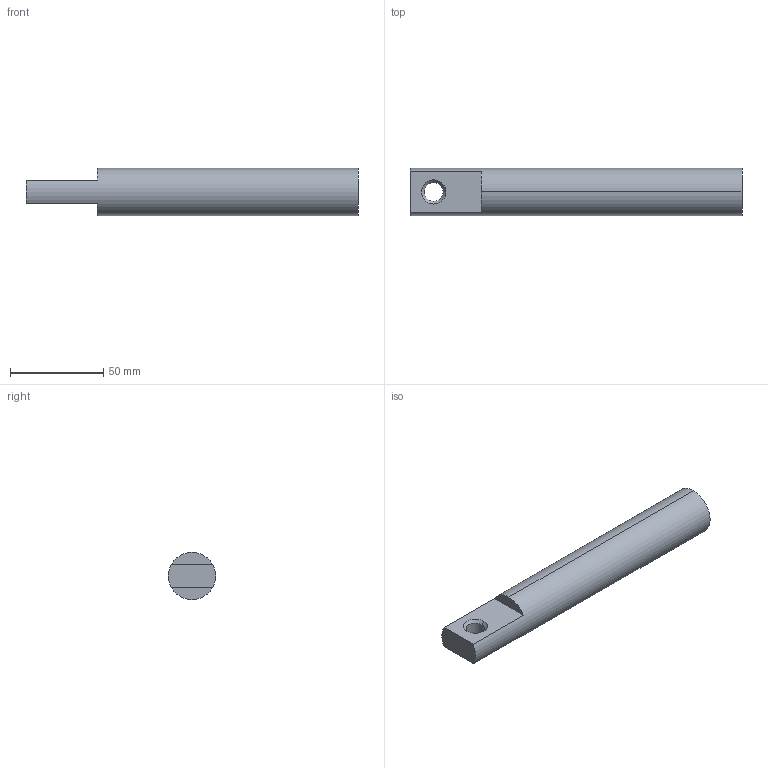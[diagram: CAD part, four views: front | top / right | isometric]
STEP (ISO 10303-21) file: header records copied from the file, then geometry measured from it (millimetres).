
FILE_DESCRIPTION (( 'STEP AP203' ), '1' );
FILE_NAME ('D1002718-v1.STEP', '2013-05-13T18:39:49', ( 'Dwayne Giardina' ), ( 'Microsoft' ), 'SwSTEP 2.0', 'SolidWorks 2013', '' );
FILE_SCHEMA (( 'CONFIG_CONTROL_DESIGN' ));
Length unit declared in the file: inch
Products named in the file (1): D1002718-v1
Bounding box: 177.8 x 25.4 x 25.4 mm (x, y, z)
Volume: 78998.8 mm3; surface area: 15954.1 mm2
Topology: 1 solids, 1 shells, 20 faces, 46 edges, 27 vertices
Faces by surface type: cone 8, cylinder 6, plane 6
Entity records: 637 total; most frequent: DIRECTION 108, CARTESIAN_POINT 92, ORIENTED_EDGE 88, EDGE_CURVE 44, AXIS2_PLACEMENT_3D 43, VERTEX_POINT 27, EDGE_LOOP 23, LINE 22
